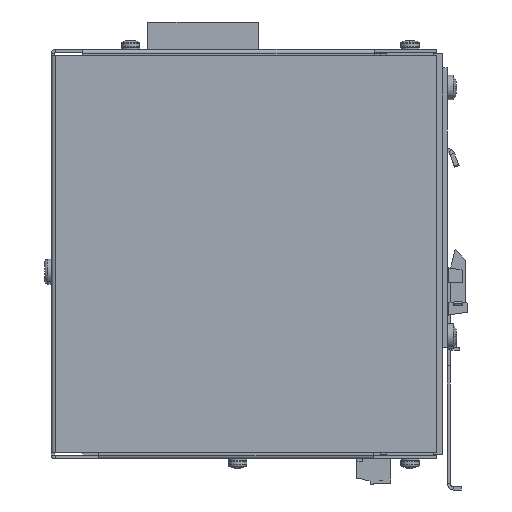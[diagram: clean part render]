
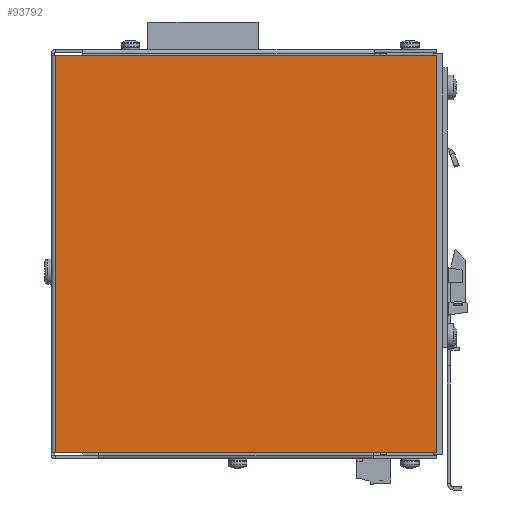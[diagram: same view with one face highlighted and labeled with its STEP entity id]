
A CAD part, left-side view. The second image highlights one B-rep face of the part: STEP entity #93792.
In plain terms, the highlighted planar face has unit normal (-1, 0, 0).
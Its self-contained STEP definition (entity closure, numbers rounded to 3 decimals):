
#4250=FACE_OUTER_BOUND('',#10075,.T.);
#10075=EDGE_LOOP('',(#62659,#62660,#62661,#62662));
#18952=LINE('',#137211,#29987);
#18957=LINE('',#137221,#29992);
#18959=LINE('',#137225,#29994);
#18960=LINE('',#137226,#29995);
#29987=VECTOR('',#109332,1000.);
#29992=VECTOR('',#109339,1000.);
#29994=VECTOR('',#109343,1000.);
#29995=VECTOR('',#109344,1000.);
#41006=VERTEX_POINT('',#137209);
#41007=VERTEX_POINT('',#137210);
#41011=VERTEX_POINT('',#137219);
#41012=VERTEX_POINT('',#137224);
#49470=EDGE_CURVE('',#41006,#41007,#18952,.T.);
#49475=EDGE_CURVE('',#41007,#41011,#18957,.T.);
#49477=EDGE_CURVE('',#41011,#41012,#18959,.T.);
#49478=EDGE_CURVE('',#41006,#41012,#18960,.T.);
#62659=ORIENTED_EDGE('',*,*,#49475,.T.);
#62660=ORIENTED_EDGE('',*,*,#49477,.T.);
#62661=ORIENTED_EDGE('',*,*,#49478,.F.);
#62662=ORIENTED_EDGE('',*,*,#49470,.T.);
#84795=PLANE('',#98823);
#93792=ADVANCED_FACE('',(#4250),#84795,.F.);
#98823=AXIS2_PLACEMENT_3D('',#137223,#109341,#109342);
#109332=DIRECTION('',(0.,0.,1.));
#109339=DIRECTION('',(0.,1.,0.));
#109341=DIRECTION('center_axis',(1.,0.,0.));
#109342=DIRECTION('ref_axis',(0.,0.,
-1.));
#109343=DIRECTION('',(0.,0.,-1.));
#109344=DIRECTION('',(0.,1.,0.));
#137209=CARTESIAN_POINT('',(-101.,-1.,-63.982));
#137210=CARTESIAN_POINT('',(-101.,-1.,63.982));
#137211=CARTESIAN_POINT('',(-101.,-1.,-66.));
#137219=CARTESIAN_POINT('',(-101.,121.8,63.982));
#137221=CARTESIAN_POINT('',(-101.,-64.5,63.982));
#137223=CARTESIAN_POINT('Origin',(-101.,123.,-66.));
#137224=CARTESIAN_POINT('',(-101.,121.8,-63.982));
#137225=CARTESIAN_POINT('',(-101.,121.8,63.982));
#137226=CARTESIAN_POINT('',(-101.,-64.5,-63.982));
